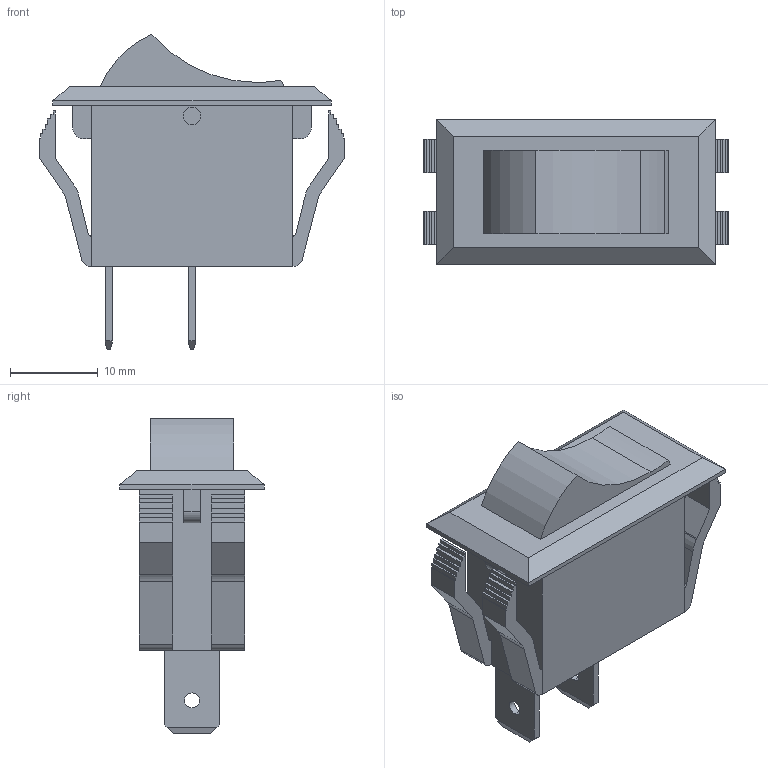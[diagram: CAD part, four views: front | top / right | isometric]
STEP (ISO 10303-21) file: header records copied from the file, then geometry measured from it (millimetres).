
FILE_DESCRIPTION(('STEP AP242'),'1');
FILE_NAME('cre22f2bbbne.stp','2022-11-26T13:24:38',('TraceParts'),('TraceParts S.A.'),'Spatial InterOp 3D',' ',' ');
FILE_SCHEMA(('AP242_MANAGED_MODEL_BASED_3D_ENGINEERING_MIM_LF {1 0 10303 442 1 1 4}'));
Length unit declared in the file: millimetre
Products named in the file (1): cre22f2bbbne
Bounding box: 34.73 x 16.51 x 35.99 mm (x, y, z)
Volume: 7075.3 mm3; surface area: 3612.7 mm2
Topology: 1 solids, 1 shells, 167 faces, 465 edges, 306 vertices
Faces by surface type: plane 133, cylinder 34
Entity records: 6660 total; most frequent: CARTESIAN_POINT 939, ORIENTED_EDGE 930, DIRECTION 869, EDGE_CURVE 465, LINE 397, VECTOR 397, VERTEX_POINT 306, AXIS2_PLACEMENT_3D 236
